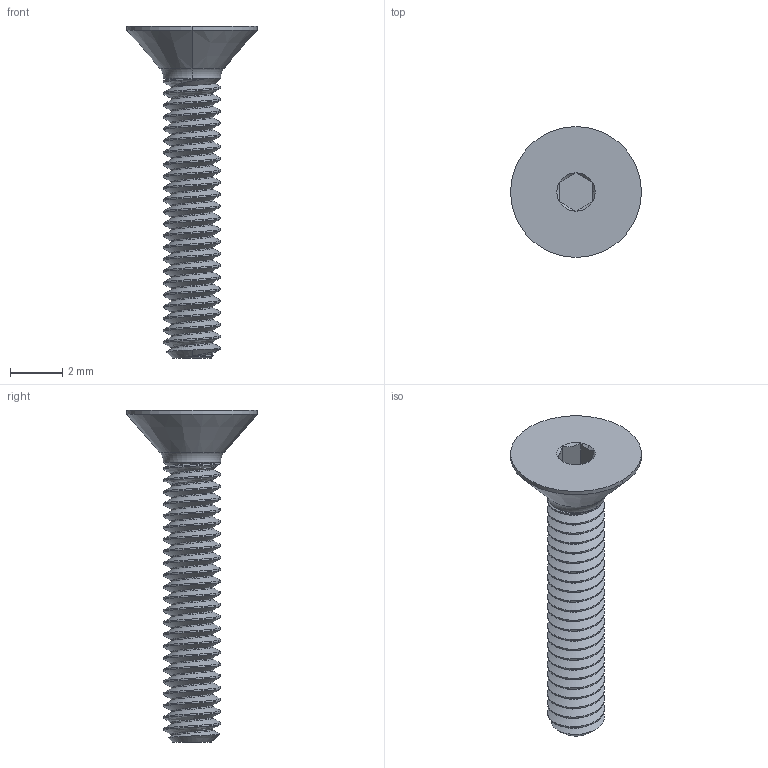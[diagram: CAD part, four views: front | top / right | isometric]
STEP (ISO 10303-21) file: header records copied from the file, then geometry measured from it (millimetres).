
FILE_DESCRIPTION (( 'STEP AP203' ), '1' );
FILE_NAME ('92210A081.STEP', '2020-02-21T12:12:25', ( '' ), ( '' ), 'SwSTEP 2.0', 'SolidWorks 2017', '' );
FILE_SCHEMA (( 'CONFIG_CONTROL_DESIGN' ));
Length unit declared in the file: inch
Products named in the file (1): 92210A081
Bounding box: 5 x 5 x 12.7 mm (x, y, z)
Volume: 49.9 mm3; surface area: 164.9 mm2
Topology: 1 solids, 1 shells, 78 faces, 206 edges, 131 vertices
Faces by surface type: cylinder 49, cone 15, plane 9, bspline 3, torus 2
Entity records: 5438 total; most frequent: CARTESIAN_POINT 3748, ORIENTED_EDGE 412, DIRECTION 268, EDGE_CURVE 206, VERTEX_POINT 131, AXIS2_PLACEMENT_3D 100, EDGE_LOOP 79, ADVANCED_FACE 78
